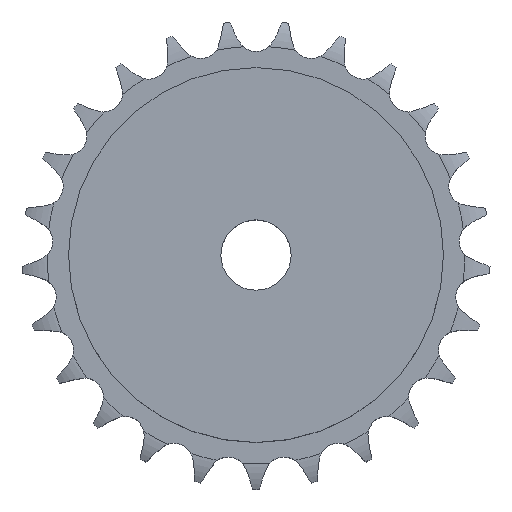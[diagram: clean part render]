
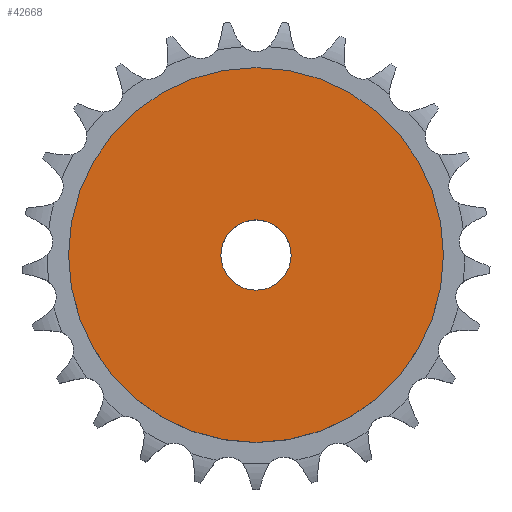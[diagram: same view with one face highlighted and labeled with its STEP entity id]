
A CAD part, top view. The second image highlights one B-rep face of the part: STEP entity #42668.
In plain terms, the highlighted planar face has unit normal (0, 0, 1).
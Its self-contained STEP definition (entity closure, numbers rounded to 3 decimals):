
#22712 = CYLINDRICAL_SURFACE('',#22713,6.);
#22713 = AXIS2_PLACEMENT_3D('',#22714,#22715,#22716);
#22714 = CARTESIAN_POINT('',(0.,0.,126.003));
#22715 = DIRECTION('',(0.,0.,1.));
#22716 = DIRECTION('',(1.,0.,0.));
#29193 = EDGE_CURVE('',#29194,#29194,#29196,.T.);
#29194 = VERTEX_POINT('',#29195);
#29195 = CARTESIAN_POINT('',(6.,0.,30.));
#29196 = SURFACE_CURVE('',#29197,(#29202,#29209),.PCURVE_S1.);
#29197 = CIRCLE('',#29198,6.);
#29198 = AXIS2_PLACEMENT_3D('',#29199,#29200,#29201);
#29199 = CARTESIAN_POINT('',(0.,0.,30.));
#29200 = DIRECTION('',(0.,0.,1.));
#29201 = DIRECTION('',(1.,0.,0.));
#29202 = PCURVE('',#22712,#29203);
#29203 = DEFINITIONAL_REPRESENTATION('',(#29204),#29208);
#29204 = LINE('',#29205,#29206);
#29205 = CARTESIAN_POINT('',(0.,-96.003));
#29206 = VECTOR('',#29207,1.);
#29207 = DIRECTION('',(1.,0.));
#29208 = ( GEOMETRIC_REPRESENTATION_CONTEXT(2) 
PARAMETRIC_REPRESENTATION_CONTEXT() REPRESENTATION_CONTEXT('2D SPACE',''
  ) );
#29209 = PCURVE('',#29210,#29215);
#29210 = PLANE('',#29211);
#29211 = AXIS2_PLACEMENT_3D('',#29212,#29213,#29214);
#29212 = CARTESIAN_POINT('',(0.,0.,30.)
  );
#29213 = DIRECTION('',(0.,0.,1.));
#29214 = DIRECTION('',(1.,0.,0.));
#29215 = DEFINITIONAL_REPRESENTATION('',(#29216),#29220);
#29216 = CIRCLE('',#29217,6.);
#29217 = AXIS2_PLACEMENT_2D('',#29218,#29219);
#29218 = CARTESIAN_POINT('',(0.,0.));
#29219 = DIRECTION('',(1.,0.));
#29220 = ( GEOMETRIC_REPRESENTATION_CONTEXT(2) 
PARAMETRIC_REPRESENTATION_CONTEXT() REPRESENTATION_CONTEXT('2D SPACE',''
  ) );
#42668 = ADVANCED_FACE('',(#42669,#42700),#29210,.T.);
#42669 = FACE_BOUND('',#42670,.T.);
#42670 = EDGE_LOOP('',(#42671));
#42671 = ORIENTED_EDGE('',*,*,#42672,.T.);
#42672 = EDGE_CURVE('',#42673,#42673,#42675,.T.);
#42673 = VERTEX_POINT('',#42674);
#42674 = CARTESIAN_POINT('',(32.,0.,30.));
#42675 = SURFACE_CURVE('',#42676,(#42681,#42688),.PCURVE_S1.);
#42676 = CIRCLE('',#42677,32.);
#42677 = AXIS2_PLACEMENT_3D('',#42678,#42679,#42680);
#42678 = CARTESIAN_POINT('',(0.,0.,30.));
#42679 = DIRECTION('',(0.,0.,1.));
#42680 = DIRECTION('',(1.,0.,0.));
#42681 = PCURVE('',#29210,#42682);
#42682 = DEFINITIONAL_REPRESENTATION('',(#42683),#42687);
#42683 = CIRCLE('',#42684,32.);
#42684 = AXIS2_PLACEMENT_2D('',#42685,#42686);
#42685 = CARTESIAN_POINT('',(0.,0.));
#42686 = DIRECTION('',(1.,0.));
#42687 = ( GEOMETRIC_REPRESENTATION_CONTEXT(2) 
PARAMETRIC_REPRESENTATION_CONTEXT() REPRESENTATION_CONTEXT('2D SPACE',''
  ) );
#42688 = PCURVE('',#42689,#42694);
#42689 = CYLINDRICAL_SURFACE('',#42690,32.);
#42690 = AXIS2_PLACEMENT_3D('',#42691,#42692,#42693);
#42691 = CARTESIAN_POINT('',(0.,0.,0.));
#42692 = DIRECTION('',(-0.,-0.,-1.));
#42693 = DIRECTION('',(1.,0.,0.));
#42694 = DEFINITIONAL_REPRESENTATION('',(#42695),#42699);
#42695 = LINE('',#42696,#42697);
#42696 = CARTESIAN_POINT('',(-0.,-30.));
#42697 = VECTOR('',#42698,1.);
#42698 = DIRECTION('',(-1.,0.));
#42699 = ( GEOMETRIC_REPRESENTATION_CONTEXT(2) 
PARAMETRIC_REPRESENTATION_CONTEXT() REPRESENTATION_CONTEXT('2D SPACE',''
  ) );
#42700 = FACE_BOUND('',#42701,.T.);
#42701 = EDGE_LOOP('',(#42702));
#42702 = ORIENTED_EDGE('',*,*,#29193,.F.);
